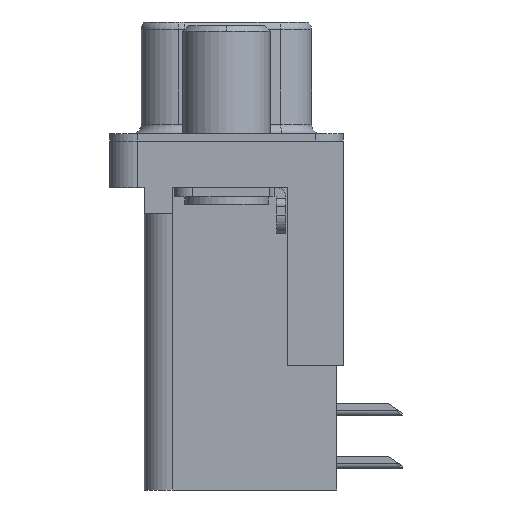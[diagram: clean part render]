
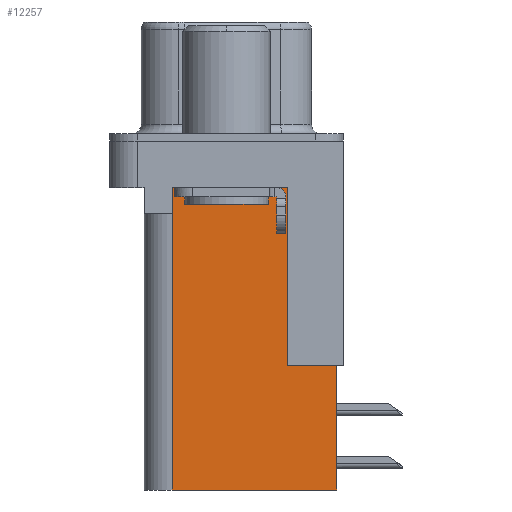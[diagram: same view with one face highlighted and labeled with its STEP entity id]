
A CAD part, left-side view. The second image highlights one B-rep face of the part: STEP entity #12257.
In plain terms, the highlighted planar face has unit normal (-1, 0, 0).
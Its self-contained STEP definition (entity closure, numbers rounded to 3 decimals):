
#170 = VERTEX_POINT ( 'NONE', #5397 ) ;
#229 = VERTEX_POINT ( 'NONE', #7365 ) ;
#282 = VECTOR ( 'NONE', #11607, 1000. ) ;
#614 = LINE ( 'NONE', #12668, #3667 ) ;
#959 = EDGE_CURVE ( 'NONE', #14083, #14113, #1142, .T. ) ;
#1142 = LINE ( 'NONE', #15126, #14223 ) ;
#1367 = EDGE_CURVE ( 'NONE', #7882, #12370, #7559, .T. ) ;
#1390 = EDGE_CURVE ( 'NONE', #12370, #2305, #3755, .T. ) ;
#1456 = EDGE_CURVE ( 'NONE', #170, #14083, #5971, .T. ) ;
#1507 = EDGE_CURVE ( 'NONE', #7882, #170, #11715, .T. ) ;
#1534 = VECTOR ( 'NONE', #1563, 1000. ) ;
#1563 = DIRECTION ( 'NONE',  ( 0., 0., -1. ) ) ;
#2305 = VERTEX_POINT ( 'NONE', #11460 ) ;
#2611 = ORIENTED_EDGE ( 'NONE', *, *, #959, .F. ) ;
#2740 = PLANE ( 'NONE',  #8652 ) ;
#3464 = VECTOR ( 'NONE', #11010, 1000. ) ;
#3667 = VECTOR ( 'NONE', #13933, 1000. ) ;
#3755 = LINE ( 'NONE', #6316, #282 ) ;
#4035 = DIRECTION ( 'NONE',  ( 1., 0., 0. ) ) ;
#4175 = CARTESIAN_POINT ( 'NONE',  ( 3.79, -5.925, -2. ) ) ;
#4185 = ORIENTED_EDGE ( 'NONE', *, *, #1507, .F. ) ;
#4691 = LINE ( 'NONE', #13092, #11405 ) ;
#4853 = ORIENTED_EDGE ( 'NONE', *, *, #1390, .T. ) ;
#5095 = CARTESIAN_POINT ( 'NONE',  ( 3.79, 2.895, -3.9 ) ) ;
#5397 = CARTESIAN_POINT ( 'NONE',  ( 3.79, -5.925, -18.76 ) ) ;
#5500 = CARTESIAN_POINT ( 'NONE',  ( 3.79, -3.295, -12.05 ) ) ;
#5971 = LINE ( 'NONE', #16439, #15562 ) ;
#6316 = CARTESIAN_POINT ( 'NONE',  ( 3.79, -3.295, -18.76 ) ) ;
#6914 = CARTESIAN_POINT ( 'NONE',  ( 3.79, -5.925, -12.05 ) ) ;
#7218 = CARTESIAN_POINT ( 'NONE',  ( 3.79, 2.925, -18.76 ) ) ;
#7327 = EDGE_LOOP ( 'NONE', ( #10323, #15044, #15660, #2611, #16216, #4185, #11366, #4853 ) ) ;
#7365 = CARTESIAN_POINT ( 'NONE',  ( 3.79, 2.895, -2.5 ) ) ;
#7559 = LINE ( 'NONE', #16333, #13833 ) ;
#7882 = VERTEX_POINT ( 'NONE', #6914 ) ;
#8169 = EDGE_CURVE ( 'NONE', #8411, #14113, #9865, .T. ) ;
#8411 = VERTEX_POINT ( 'NONE', #5095 ) ;
#8488 = EDGE_CURVE ( 'NONE', #229, #8411, #614, .T. ) ;
#8652 = AXIS2_PLACEMENT_3D ( 'NONE', #11629, #4035, #12850 ) ;
#8738 = EDGE_CURVE ( 'NONE', #2305, #229, #4691, .T. ) ;
#8997 = DIRECTION ( 'NONE',  ( 0., 1., 0. ) ) ;
#9865 = LINE ( 'NONE', #11068, #3464 ) ;
#10323 = ORIENTED_EDGE ( 'NONE', *, *, #8738, .T. ) ;
#10641 = DIRECTION ( 'NONE',  ( 0., 1., 0. ) ) ;
#10759 = DIRECTION ( 'NONE',  ( 0., 0., 1. ) ) ;
#11010 = DIRECTION ( 'NONE',  ( 0., 1., 0. ) ) ;
#11036 = CARTESIAN_POINT ( 'NONE',  ( 3.79, 2.925, -3.9 ) ) ;
#11068 = CARTESIAN_POINT ( 'NONE',  ( 3.79, 0., -3.9 ) ) ;
#11366 = ORIENTED_EDGE ( 'NONE', *, *, #1367, .T. ) ;
#11405 = VECTOR ( 'NONE', #14353, 1000. ) ;
#11460 = CARTESIAN_POINT ( 'NONE',  ( 3.79, -3.295, -2.5 ) ) ;
#11607 = DIRECTION ( 'NONE',  ( 0., 0., 1. ) ) ;
#11629 = CARTESIAN_POINT ( 'NONE',  ( 3.79, -3.295, -18.76 ) ) ;
#11715 = LINE ( 'NONE', #4175, #1534 ) ;
#12257 = ADVANCED_FACE ( 'NONE', ( #14614 ), #2740, .F. ) ;
#12370 = VERTEX_POINT ( 'NONE', #5500 ) ;
#12668 = CARTESIAN_POINT ( 'NONE',  ( 3.79, 2.895, -3.9 ) ) ;
#12850 = DIRECTION ( 'NONE',  ( 0., 1., 0. ) ) ;
#13092 = CARTESIAN_POINT ( 'NONE',  ( 3.79, -3.295, -2.5 ) ) ;
#13833 = VECTOR ( 'NONE', #10641, 1000. ) ;
#13933 = DIRECTION ( 'NONE',  ( 0., 0., -1. ) ) ;
#14083 = VERTEX_POINT ( 'NONE', #7218 ) ;
#14113 = VERTEX_POINT ( 'NONE', #11036 ) ;
#14223 = VECTOR ( 'NONE', #10759, 1000. ) ;
#14353 = DIRECTION ( 'NONE',  ( 0., 1., 0. ) ) ;
#14614 = FACE_OUTER_BOUND ( 'NONE', #7327, .T. ) ;
#15044 = ORIENTED_EDGE ( 'NONE', *, *, #8488, .T. ) ;
#15126 = CARTESIAN_POINT ( 'NONE',  ( 3.79, 2.925, -18.76 ) ) ;
#15562 = VECTOR ( 'NONE', #8997, 1000. ) ;
#15660 = ORIENTED_EDGE ( 'NONE', *, *, #8169, .T. ) ;
#16216 = ORIENTED_EDGE ( 'NONE', *, *, #1456, .F. ) ;
#16333 = CARTESIAN_POINT ( 'NONE',  ( 3.79, -6.295, -12.05 ) ) ;
#16439 = CARTESIAN_POINT ( 'NONE',  ( 3.79, -3.295, -18.76 ) ) ;
